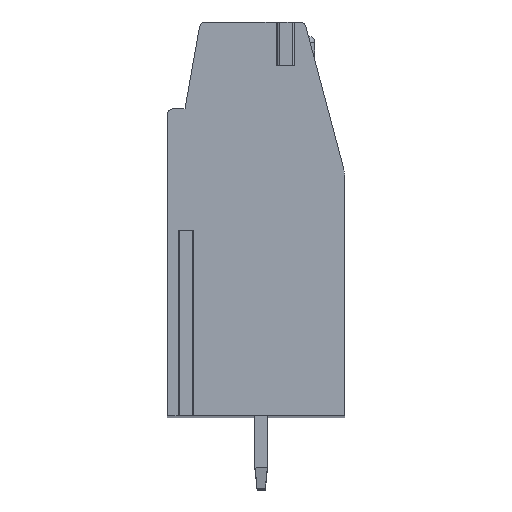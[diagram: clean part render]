
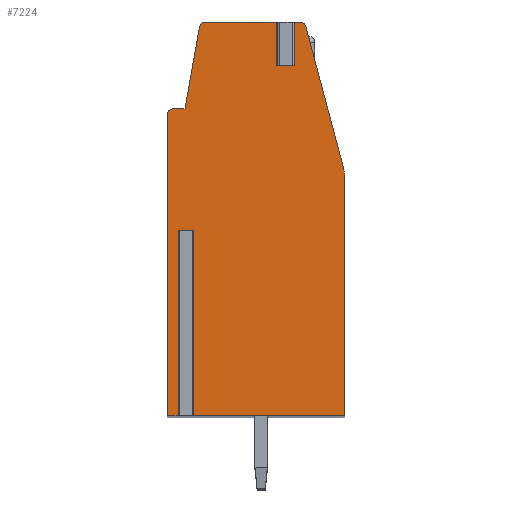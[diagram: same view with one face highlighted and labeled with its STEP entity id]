
A CAD part, top view. The second image highlights one B-rep face of the part: STEP entity #7224.
In plain terms, the highlighted planar face has unit normal (0, 0, 1).
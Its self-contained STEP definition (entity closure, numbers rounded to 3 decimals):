
#13=DIRECTION('',(-1.,0.,0.));
#14=VECTOR('',#13,0.743);
#15=CARTESIAN_POINT('',(-3.029,-0.55,53.34));
#16=LINE('',#15,#14);
#17=DIRECTION('',(0.,-1.,0.));
#18=VECTOR('',#17,9.);
#19=CARTESIAN_POINT('',(-3.771,-0.55,53.34));
#20=LINE('',#19,#18);
#21=DIRECTION('',(1.,0.,0.));
#22=VECTOR('',#21,0.529);
#23=CARTESIAN_POINT('',(-4.3,-9.55,53.34));
#24=LINE('',#23,#22);
#25=DIRECTION('',(0.,-1.,0.));
#26=VECTOR('',#25,14.6);
#27=CARTESIAN_POINT('',(-4.3,5.05,53.34));
#28=LINE('',#27,#26);
#29=CARTESIAN_POINT('',(-4.,5.05,53.34));
#30=DIRECTION('',(0.,0.,1.));
#31=DIRECTION('',(0.,1.,0.));
#32=AXIS2_PLACEMENT_3D('',#29,#30,#31);
#34=DIRECTION('',(-1.,0.,0.));
#35=VECTOR('',#34,0.558);
#36=CARTESIAN_POINT('',(-3.442,5.35,53.34));
#37=LINE('',#36,#35);
#38=DIRECTION('',(-0.174,-0.985,0.));
#39=VECTOR('',#38,4.013);
#40=CARTESIAN_POINT('',(-2.746,9.302,53.34));
#41=LINE('',#40,#39);
#42=CARTESIAN_POINT('',(-2.45,9.25,53.34));
#43=DIRECTION('',(0.,0.,1.));
#44=DIRECTION('',(0.,1.,0.));
#45=AXIS2_PLACEMENT_3D('',#42,#43,#44);
#47=DIRECTION('',(-1.,0.,0.));
#48=VECTOR('',#47,3.669);
#49=CARTESIAN_POINT('',(1.219,9.55,53.34));
#50=LINE('',#49,#48);
#51=DIRECTION('',(0.,-1.,0.));
#52=VECTOR('',#51,2.1);
#53=CARTESIAN_POINT('',(1.219,9.55,53.34));
#54=LINE('',#53,#52);
#55=DIRECTION('',(-1.,0.,0.));
#56=VECTOR('',#55,0.46);
#57=CARTESIAN_POINT('',(1.679,7.45,53.34));
#58=LINE('',#57,#56);
#59=DIRECTION('',(0.,-1.,0.));
#60=VECTOR('',#59,2.1);
#61=CARTESIAN_POINT('',(1.679,9.55,53.34));
#62=LINE('',#61,#60);
#63=DIRECTION('',(-1.,0.,0.));
#64=VECTOR('',#63,0.447);
#65=CARTESIAN_POINT('',(2.126,9.55,53.34));
#66=LINE('',#65,#64);
#67=CARTESIAN_POINT('',(2.126,9.25,53.34));
#68=DIRECTION('',(0.,0.,1.));
#69=DIRECTION('',(0.966,0.257,0.));
#70=AXIS2_PLACEMENT_3D('',#67,#68,#69);
#72=CARTESIAN_POINT('',(3.3,2.119,53.34));
#73=DIRECTION('',(0.,0.,1.));
#74=DIRECTION('',(1.,0.,0.));
#75=AXIS2_PLACEMENT_3D('',#72,#73,#74);
#77=DIRECTION('',(0.,1.,0.));
#78=VECTOR('',#77,11.669);
#79=CARTESIAN_POINT('',(4.3,-9.55,53.34));
#80=LINE('',#79,#78);
#81=DIRECTION('',(1.,0.,0.));
#82=VECTOR('',#81,7.329);
#83=CARTESIAN_POINT('',(-3.029,-9.55,53.34));
#84=LINE('',#83,#82);
#85=DIRECTION('',(0.,-1.,0.));
#86=VECTOR('',#85,9.);
#87=CARTESIAN_POINT('',(-3.029,-0.55,53.34));
#88=LINE('',#87,#86);
#424=DIRECTION('',(-0.257,0.966,0.));
#425=VECTOR('',#424,7.193);
#426=CARTESIAN_POINT('',(4.266,2.376,53.34));
#427=LINE('',#426,#425);
#5703=CARTESIAN_POINT('',(4.3,-9.55,53.34));
#5704=CARTESIAN_POINT('',(4.3,2.119,53.34));
#5705=VERTEX_POINT('',#5703);
#5706=VERTEX_POINT('',#5704);
#5707=CARTESIAN_POINT('',(4.266,2.376,53.34));
#5708=VERTEX_POINT('',#5707);
#5709=CARTESIAN_POINT('',(2.416,9.327,53.34));
#5710=CARTESIAN_POINT('',(2.126,9.55,53.34));
#5711=VERTEX_POINT('',#5709);
#5712=VERTEX_POINT('',#5710);
#5713=CARTESIAN_POINT('',(-2.45,9.55,53.34));
#5714=CARTESIAN_POINT('',(-2.746,9.302,53.34));
#5715=VERTEX_POINT('',#5713);
#5716=VERTEX_POINT('',#5714);
#5717=CARTESIAN_POINT('',(-3.442,5.35,53.34));
#5718=VERTEX_POINT('',#5717);
#5719=CARTESIAN_POINT('',(-4.,5.35,53.34));
#5720=VERTEX_POINT('',#5719);
#5721=CARTESIAN_POINT('',(-4.3,5.05,53.34));
#5722=VERTEX_POINT('',#5721);
#5723=CARTESIAN_POINT('',(-4.3,-9.55,53.34));
#5724=VERTEX_POINT('',#5723);
#5787=CARTESIAN_POINT('',(1.679,7.45,53.34));
#5788=CARTESIAN_POINT('',(1.219,7.45,53.34));
#5789=VERTEX_POINT('',#5787);
#5790=VERTEX_POINT('',#5788);
#5791=CARTESIAN_POINT('',(1.219,9.55,53.34));
#5792=VERTEX_POINT('',#5791);
#5793=CARTESIAN_POINT('',(1.679,9.55,53.34));
#5794=VERTEX_POINT('',#5793);
#5807=CARTESIAN_POINT('',(-3.029,-0.55,53.34));
#5808=CARTESIAN_POINT('',(-3.771,-0.55,53.34));
#5809=VERTEX_POINT('',#5807);
#5810=VERTEX_POINT('',#5808);
#5811=CARTESIAN_POINT('',(-3.029,-9.55,53.34));
#5812=VERTEX_POINT('',#5811);
#5813=CARTESIAN_POINT('',(-3.771,-9.55,53.34));
#5814=VERTEX_POINT('',#5813);
#7179=CARTESIAN_POINT('',(0.,0.,53.34));
#7180=DIRECTION('',(0.,0.,1.));
#7181=DIRECTION('',(1.,0.,0.));
#7182=AXIS2_PLACEMENT_3D('',#7179,#7180,#7181);
#7183=PLANE('',#7182);
#7185=ORIENTED_EDGE('',*,*,#7184,.T.);
#7187=ORIENTED_EDGE('',*,*,#7186,.T.);
#7189=ORIENTED_EDGE('',*,*,#7188,.F.);
#7191=ORIENTED_EDGE('',*,*,#7190,.F.);
#7193=ORIENTED_EDGE('',*,*,#7192,.F.);
#7195=ORIENTED_EDGE('',*,*,#7194,.F.);
#7197=ORIENTED_EDGE('',*,*,#7196,.F.);
#7199=ORIENTED_EDGE('',*,*,#7198,.F.);
#7201=ORIENTED_EDGE('',*,*,#7200,.F.);
#7203=ORIENTED_EDGE('',*,*,#7202,.T.);
#7205=ORIENTED_EDGE('',*,*,#7204,.F.);
#7207=ORIENTED_EDGE('',*,*,#7206,.F.);
#7209=ORIENTED_EDGE('',*,*,#7208,.F.);
#7211=ORIENTED_EDGE('',*,*,#7210,.F.);
#7213=ORIENTED_EDGE('',*,*,#7212,.F.);
#7215=ORIENTED_EDGE('',*,*,#7214,.F.);
#7217=ORIENTED_EDGE('',*,*,#7216,.F.);
#7219=ORIENTED_EDGE('',*,*,#7218,.F.);
#7221=ORIENTED_EDGE('',*,*,#7220,.F.);
#7222=EDGE_LOOP('',(#7185,#7187,#7189,#7191,#7193,#7195,#7197,#7199,#7201,#7203,
#7205,#7207,#7209,#7211,#7213,#7215,#7217,#7219,#7221));
#7223=FACE_OUTER_BOUND('',#7222,.F.);
#33=CIRCLE('',#32,0.3);
#46=CIRCLE('',#45,0.3);
#71=CIRCLE('',#70,0.3);
#76=CIRCLE('',#75,1.);
#7184=EDGE_CURVE('',#5809,#5810,#16,.T.);
#7186=EDGE_CURVE('',#5810,#5814,#20,.T.);
#7188=EDGE_CURVE('',#5724,#5814,#24,.T.);
#7190=EDGE_CURVE('',#5722,#5724,#28,.T.);
#7192=EDGE_CURVE('',#5720,#5722,#33,.T.);
#7194=EDGE_CURVE('',#5718,#5720,#37,.T.);
#7196=EDGE_CURVE('',#5716,#5718,#41,.T.);
#7198=EDGE_CURVE('',#5715,#5716,#46,.T.);
#7200=EDGE_CURVE('',#5792,#5715,#50,.T.);
#7202=EDGE_CURVE('',#5792,#5790,#54,.T.);
#7204=EDGE_CURVE('',#5789,#5790,#58,.T.);
#7206=EDGE_CURVE('',#5794,#5789,#62,.T.);
#7208=EDGE_CURVE('',#5712,#5794,#66,.T.);
#7210=EDGE_CURVE('',#5711,#5712,#71,.T.);
#7212=EDGE_CURVE('',#5708,#5711,#427,.T.);
#7214=EDGE_CURVE('',#5706,#5708,#76,.T.);
#7216=EDGE_CURVE('',#5705,#5706,#80,.T.);
#7218=EDGE_CURVE('',#5812,#5705,#84,.T.);
#7220=EDGE_CURVE('',#5809,#5812,#88,.T.);
#7224=ADVANCED_FACE('',(#7223),#7183,.T.);
